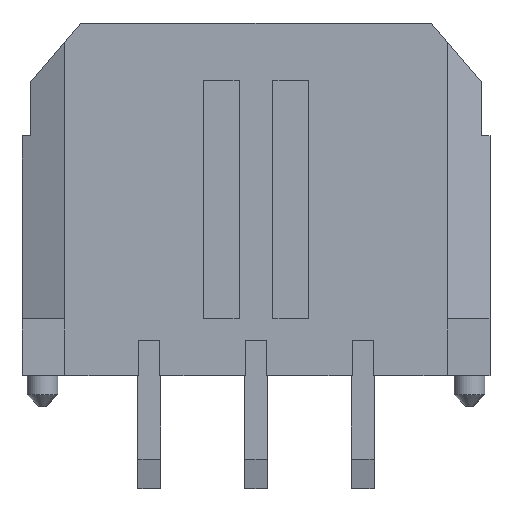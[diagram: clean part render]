
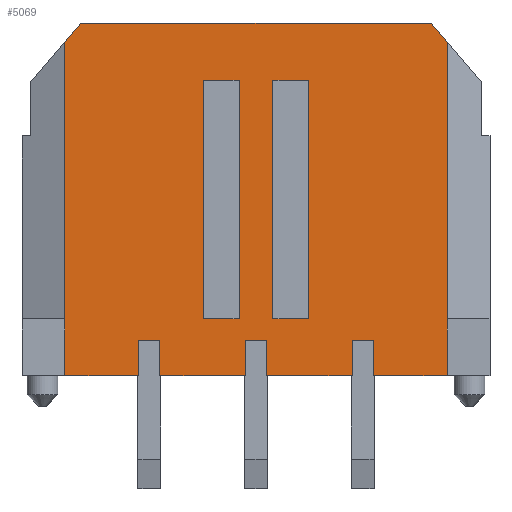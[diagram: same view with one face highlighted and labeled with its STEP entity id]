
A CAD part, front view. The second image highlights one B-rep face of the part: STEP entity #5069.
In plain terms, the highlighted planar face has unit normal (0, -1, 0).
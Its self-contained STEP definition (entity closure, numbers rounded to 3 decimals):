
#827=DIRECTION('',(-1.,0.,0.));
#828=VECTOR('',#827,2.077);
#829=CARTESIAN_POINT('',(5.375,-3.43,-4.955));
#830=LINE('',#829,#828);
#843=DIRECTION('',(-1.,0.,0.));
#844=VECTOR('',#843,2.403);
#845=CARTESIAN_POINT('',(2.702,-3.43,-4.955));
#846=LINE('',#845,#844);
#867=DIRECTION('',(-1.,0.,0.));
#868=VECTOR('',#867,2.077);
#869=CARTESIAN_POINT('',(-3.299,-3.43,-4.955));
#870=LINE('',#869,#868);
#875=DIRECTION('',(-1.,0.,0.));
#876=VECTOR('',#875,2.403);
#877=CARTESIAN_POINT('',(-0.299,-3.43,-4.955));
#878=LINE('',#877,#876);
#887=DIRECTION('',(1.,0.,0.));
#888=VECTOR('',#887,1.);
#889=CARTESIAN_POINT('',(-1.475,-3.43,3.355));
#890=LINE('',#889,#888);
#891=DIRECTION('',(0.,0.,1.));
#892=VECTOR('',#891,6.71);
#893=CARTESIAN_POINT('',(-1.475,-3.43,-3.355));
#894=LINE('',#893,#892);
#895=DIRECTION('',(1.,0.,0.));
#896=VECTOR('',#895,1.);
#897=CARTESIAN_POINT('',(-1.475,-3.43,-3.355));
#898=LINE('',#897,#896);
#899=DIRECTION('',(0.,0.,1.));
#900=VECTOR('',#899,6.71);
#901=CARTESIAN_POINT('',(-0.475,-3.43,-3.355));
#902=LINE('',#901,#900);
#903=DIRECTION('',(1.,0.,0.));
#904=VECTOR('',#903,1.);
#905=CARTESIAN_POINT('',(0.475,-3.43,3.355));
#906=LINE('',#905,#904);
#907=DIRECTION('',(0.,0.,1.));
#908=VECTOR('',#907,6.71);
#909=CARTESIAN_POINT('',(0.475,-3.43,-3.355));
#910=LINE('',#909,#908);
#911=DIRECTION('',(1.,0.,0.));
#912=VECTOR('',#911,1.);
#913=CARTESIAN_POINT('',(0.475,-3.43,-3.355));
#914=LINE('',#913,#912);
#915=DIRECTION('',(0.,0.,1.));
#916=VECTOR('',#915,6.71);
#917=CARTESIAN_POINT('',(1.475,-3.43,-3.355));
#918=LINE('',#917,#916);
#919=DIRECTION('',(0.,0.,1.));
#920=VECTOR('',#919,1.);
#921=CARTESIAN_POINT('',(-3.299,-3.43,-4.955));
#922=LINE('',#921,#920);
#923=DIRECTION('',(0.,0.,-1.));
#924=VECTOR('',#923,7.768);
#925=CARTESIAN_POINT('',(-5.384,-3.43,4.413));
#926=LINE('',#925,#924);
#927=DIRECTION('',(-0.647,0.,-0.763));
#928=VECTOR('',#927,0.71);
#929=CARTESIAN_POINT('',(-4.925,-3.43,4.955));
#930=LINE('',#929,#928);
#931=DIRECTION('',(1.,0.,0.));
#932=VECTOR('',#931,9.85);
#933=CARTESIAN_POINT('',(-4.925,-3.43,4.955));
#934=LINE('',#933,#932);
#935=DIRECTION('',(-0.647,0.,0.763));
#936=VECTOR('',#935,0.71);
#937=CARTESIAN_POINT('',(5.384,-3.43,4.413));
#938=LINE('',#937,#936);
#939=DIRECTION('',(0.,0.,-1.));
#940=VECTOR('',#939,7.768);
#941=CARTESIAN_POINT('',(5.384,-3.43,4.413));
#942=LINE('',#941,#940);
#943=DIRECTION('',(0.,0.,-1.));
#944=VECTOR('',#943,1.6);
#945=CARTESIAN_POINT('',(5.375,-3.43,-3.355));
#946=LINE('',#945,#944);
#947=DIRECTION('',(0.,0.,1.));
#948=VECTOR('',#947,1.);
#949=CARTESIAN_POINT('',(3.299,-3.43,-4.955));
#950=LINE('',#949,#948);
#951=DIRECTION('',(1.,0.,0.));
#952=VECTOR('',#951,0.597);
#953=CARTESIAN_POINT('',(2.702,-3.43,-3.955));
#954=LINE('',#953,#952);
#955=DIRECTION('',(0.,0.,1.));
#956=VECTOR('',#955,1.);
#957=CARTESIAN_POINT('',(2.702,-3.43,-4.955));
#958=LINE('',#957,#956);
#959=DIRECTION('',(0.,0.,1.));
#960=VECTOR('',#959,1.);
#961=CARTESIAN_POINT('',(0.299,-3.43,-4.955));
#962=LINE('',#961,#960);
#963=DIRECTION('',(1.,0.,0.));
#964=VECTOR('',#963,0.597);
#965=CARTESIAN_POINT('',(-0.299,-3.43,-3.955));
#966=LINE('',#965,#964);
#967=DIRECTION('',(0.,0.,1.));
#968=VECTOR('',#967,1.);
#969=CARTESIAN_POINT('',(-0.299,-3.43,-4.955));
#970=LINE('',#969,#968);
#971=DIRECTION('',(0.,0.,1.));
#972=VECTOR('',#971,1.);
#973=CARTESIAN_POINT('',(-2.702,-3.43,-4.955));
#974=LINE('',#973,#972);
#975=DIRECTION('',(1.,0.,0.));
#976=VECTOR('',#975,0.597);
#977=CARTESIAN_POINT('',(-3.299,-3.43,-3.955));
#978=LINE('',#977,#976);
#2667=DIRECTION('',(1.,0.,0.));
#2668=VECTOR('',#2667,0.009);
#2669=CARTESIAN_POINT('',(5.375,-3.43,-3.355));
#2670=LINE('',#2669,#2668);
#2683=DIRECTION('',(1.,0.,0.));
#2684=VECTOR('',#2683,0.009);
#2685=CARTESIAN_POINT('',(-5.384,-3.43,-3.355));
#2686=LINE('',#2685,#2684);
#2703=DIRECTION('',(0.,0.,-1.));
#2704=VECTOR('',#2703,1.6);
#2705=CARTESIAN_POINT('',(-5.375,-3.43,-3.355));
#2706=LINE('',#2705,#2704);
#3039=CARTESIAN_POINT('',(-4.925,-3.43,4.955));
#3040=CARTESIAN_POINT('',(4.925,-3.43,4.955));
#3041=VERTEX_POINT('',#3039);
#3042=VERTEX_POINT('',#3040);
#3079=CARTESIAN_POINT('',(5.384,-3.43,4.413));
#3080=CARTESIAN_POINT('',(5.384,-3.43,-3.355));
#3081=VERTEX_POINT('',#3079);
#3082=VERTEX_POINT('',#3080);
#3128=CARTESIAN_POINT('',(2.702,-3.43,-4.955));
#3130=VERTEX_POINT('',#3128);
#3132=CARTESIAN_POINT('',(3.299,-3.43,-4.955));
#3134=VERTEX_POINT('',#3132);
#3140=CARTESIAN_POINT('',(-0.299,-3.43,-4.955));
#3142=VERTEX_POINT('',#3140);
#3144=CARTESIAN_POINT('',(0.299,-3.43,-4.955));
#3146=VERTEX_POINT('',#3144);
#3152=CARTESIAN_POINT('',(-3.299,-3.43,-4.955));
#3154=VERTEX_POINT('',#3152);
#3156=CARTESIAN_POINT('',(-2.702,-3.43,-4.955));
#3158=VERTEX_POINT('',#3156);
#3164=CARTESIAN_POINT('',(5.375,-3.43,-3.355));
#3166=VERTEX_POINT('',#3164);
#3168=CARTESIAN_POINT('',(-5.375,-3.43,-3.355));
#3170=VERTEX_POINT('',#3168);
#3175=CARTESIAN_POINT('',(5.375,-3.43,-4.955));
#3176=VERTEX_POINT('',#3175);
#3177=CARTESIAN_POINT('',(-5.375,-3.43,-4.955));
#3178=VERTEX_POINT('',#3177);
#3179=CARTESIAN_POINT('',(2.702,-3.43,-3.955));
#3180=VERTEX_POINT('',#3179);
#3181=CARTESIAN_POINT('',(3.299,-3.43,-3.955));
#3182=VERTEX_POINT('',#3181);
#3183=CARTESIAN_POINT('',(-0.299,-3.43,-3.955));
#3184=VERTEX_POINT('',#3183);
#3185=CARTESIAN_POINT('',(0.299,-3.43,-3.955));
#3186=VERTEX_POINT('',#3185);
#3187=CARTESIAN_POINT('',(-3.299,-3.43,-3.955));
#3188=VERTEX_POINT('',#3187);
#3189=CARTESIAN_POINT('',(-2.702,-3.43,-3.955));
#3190=VERTEX_POINT('',#3189);
#3275=CARTESIAN_POINT('',(-1.475,-3.43,3.355));
#3276=CARTESIAN_POINT('',(-0.475,-3.43,3.355));
#3277=VERTEX_POINT('',#3275);
#3278=VERTEX_POINT('',#3276);
#3279=CARTESIAN_POINT('',(0.475,-3.43,3.355));
#3280=CARTESIAN_POINT('',(1.475,-3.43,3.355));
#3281=VERTEX_POINT('',#3279);
#3282=VERTEX_POINT('',#3280);
#3283=CARTESIAN_POINT('',(-1.475,-3.43,-3.355));
#3284=CARTESIAN_POINT('',(-0.475,-3.43,-3.355));
#3285=VERTEX_POINT('',#3283);
#3286=VERTEX_POINT('',#3284);
#3287=CARTESIAN_POINT('',(0.475,-3.43,-3.355));
#3288=CARTESIAN_POINT('',(1.475,-3.43,-3.355));
#3289=VERTEX_POINT('',#3287);
#3290=VERTEX_POINT('',#3288);
#3831=CARTESIAN_POINT('',(-5.384,-3.43,4.413));
#3832=VERTEX_POINT('',#3831);
#3969=CARTESIAN_POINT('',(-5.384,-3.43,-3.355));
#3970=VERTEX_POINT('',#3969);
#5004=CARTESIAN_POINT('',(-6.325,-3.43,4.955));
#5005=DIRECTION('',(0.,-1.,0.));
#5006=DIRECTION('',(0.,0.,-1.));
#5007=AXIS2_PLACEMENT_3D('',#5004,#5005,#5006);
#5008=PLANE('',#5007);
#5010=ORIENTED_EDGE('',*,*,#5009,.F.);
#5011=ORIENTED_EDGE('',*,*,#4984,.T.);
#5013=ORIENTED_EDGE('',*,*,#5012,.F.);
#5015=ORIENTED_EDGE('',*,*,#5014,.F.);
#5017=ORIENTED_EDGE('',*,*,#5016,.F.);
#5019=ORIENTED_EDGE('',*,*,#5018,.F.);
#5021=ORIENTED_EDGE('',*,*,#5020,.T.);
#5022=ORIENTED_EDGE('',*,*,#4192,.F.);
#5024=ORIENTED_EDGE('',*,*,#5023,.T.);
#5026=ORIENTED_EDGE('',*,*,#5025,.F.);
#5028=ORIENTED_EDGE('',*,*,#5027,.T.);
#5029=ORIENTED_EDGE('',*,*,#4943,.T.);
#5030=ORIENTED_EDGE('',*,*,#4625,.T.);
#5032=ORIENTED_EDGE('',*,*,#5031,.F.);
#5034=ORIENTED_EDGE('',*,*,#5033,.F.);
#5035=ORIENTED_EDGE('',*,*,#4962,.T.);
#5037=ORIENTED_EDGE('',*,*,#5036,.T.);
#5039=ORIENTED_EDGE('',*,*,#5038,.F.);
#5041=ORIENTED_EDGE('',*,*,#5040,.F.);
#5042=ORIENTED_EDGE('',*,*,#4996,.T.);
#5044=ORIENTED_EDGE('',*,*,#5043,.T.);
#5046=ORIENTED_EDGE('',*,*,#5045,.F.);
#5047=EDGE_LOOP('',(#5010,#5011,#5013,#5015,#5017,#5019,#5021,#5022,#5024,#5026,
#5028,#5029,#5030,#5032,#5034,#5035,#5037,#5039,#5041,#5042,#5044,#5046));
#5048=FACE_OUTER_BOUND('',#5047,.F.);
#5050=ORIENTED_EDGE('',*,*,#5049,.F.);
#5052=ORIENTED_EDGE('',*,*,#5051,.F.);
#5054=ORIENTED_EDGE('',*,*,#5053,.T.);
#5056=ORIENTED_EDGE('',*,*,#5055,.T.);
#5057=EDGE_LOOP('',(#5050,#5052,#5054,#5056));
#5058=FACE_BOUND('',#5057,.F.);
#5060=ORIENTED_EDGE('',*,*,#5059,.F.);
#5062=ORIENTED_EDGE('',*,*,#5061,.F.);
#5064=ORIENTED_EDGE('',*,*,#5063,.T.);
#5066=ORIENTED_EDGE('',*,*,#5065,.T.);
#5067=EDGE_LOOP('',(#5060,#5062,#5064,#5066));
#5068=FACE_BOUND('',#5067,.F.);
#5069=ADVANCED_FACE('',(#5048,#5058,#5068),#5008,.T.);
#4192=EDGE_CURVE('',#3081,#3042,#938,.T.);
#4625=EDGE_CURVE('',#3134,#3182,#950,.T.);
#4943=EDGE_CURVE('',#3176,#3134,#830,.T.);
#4962=EDGE_CURVE('',#3130,#3146,#846,.T.);
#4984=EDGE_CURVE('',#3154,#3178,#870,.T.);
#4996=EDGE_CURVE('',#3142,#3158,#878,.T.);
#5009=EDGE_CURVE('',#3154,#3188,#922,.T.);
#5012=EDGE_CURVE('',#3170,#3178,#2706,.T.);
#5014=EDGE_CURVE('',#3970,#3170,#2686,.T.);
#5016=EDGE_CURVE('',#3832,#3970,#926,.T.);
#5018=EDGE_CURVE('',#3041,#3832,#930,.T.);
#5020=EDGE_CURVE('',#3041,#3042,#934,.T.);
#5023=EDGE_CURVE('',#3081,#3082,#942,.T.);
#5025=EDGE_CURVE('',#3166,#3082,#2670,.T.);
#5027=EDGE_CURVE('',#3166,#3176,#946,.T.);
#5031=EDGE_CURVE('',#3180,#3182,#954,.T.);
#5033=EDGE_CURVE('',#3130,#3180,#958,.T.);
#5036=EDGE_CURVE('',#3146,#3186,#962,.T.);
#5038=EDGE_CURVE('',#3184,#3186,#966,.T.);
#5040=EDGE_CURVE('',#3142,#3184,#970,.T.);
#5043=EDGE_CURVE('',#3158,#3190,#974,.T.);
#5045=EDGE_CURVE('',#3188,#3190,#978,.T.);
#5049=EDGE_CURVE('',#3281,#3282,#906,.T.);
#5051=EDGE_CURVE('',#3289,#3281,#910,.T.);
#5053=EDGE_CURVE('',#3289,#3290,#914,.T.);
#5055=EDGE_CURVE('',#3290,#3282,#918,.T.);
#5059=EDGE_CURVE('',#3277,#3278,#890,.T.);
#5061=EDGE_CURVE('',#3285,#3277,#894,.T.);
#5063=EDGE_CURVE('',#3285,#3286,#898,.T.);
#5065=EDGE_CURVE('',#3286,#3278,#902,.T.);
